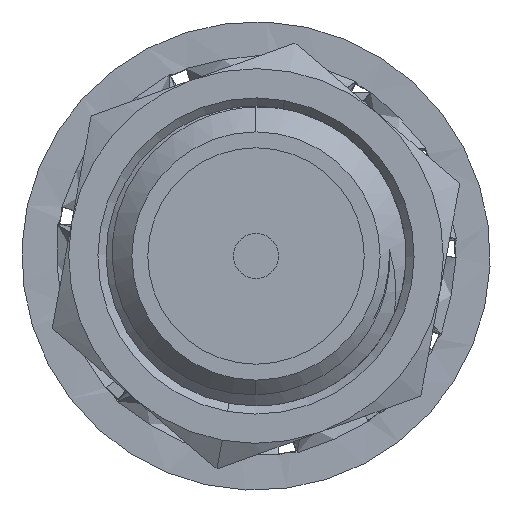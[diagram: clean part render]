
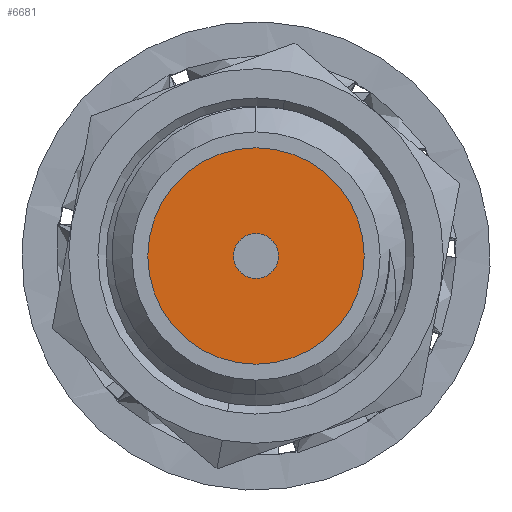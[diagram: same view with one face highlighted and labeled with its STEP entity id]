
A CAD part, left-side view. The second image highlights one B-rep face of the part: STEP entity #6681.
In plain terms, the highlighted planar face has unit normal (-1, 0, 0).
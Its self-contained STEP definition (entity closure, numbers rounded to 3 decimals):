
#191 = CARTESIAN_POINT ( 'NONE',  ( 1.9, 0., -0.48 ) ) ;
#247 = EDGE_LOOP ( 'NONE', ( #3113, #1594 ) ) ;
#292 = ORIENTED_EDGE ( 'NONE', *, *, #5033, .T. ) ;
#757 = PLANE ( 'NONE',  #5400 ) ;
#1039 = EDGE_CURVE ( 'NONE', #5753, #4065, #3881, .T. ) ;
#1427 = AXIS2_PLACEMENT_3D ( 'NONE', #4668, #4695, #4824 ) ;
#1594 = ORIENTED_EDGE ( 'NONE', *, *, #6851, .F. ) ;
#2170 = EDGE_CURVE ( 'NONE', #3541, #4752, #3476, .T. ) ;
#2201 = DIRECTION ( 'NONE',  ( 1., 0., 0. ) ) ;
#2522 = DIRECTION ( 'NONE',  ( -1., 0., 0. ) ) ;
#2812 = FACE_OUTER_BOUND ( 'NONE', #3651, .T. ) ;
#3097 = CARTESIAN_POINT ( 'NONE',  ( 1.9, 0., 0. ) ) ;
#3106 = CARTESIAN_POINT ( 'NONE',  ( 1.9, 0., 0. ) ) ;
#3113 = ORIENTED_EDGE ( 'NONE', *, *, #2170, .F. ) ;
#3375 = CARTESIAN_POINT ( 'NONE',  ( 1.9, 0., 0. ) ) ;
#3476 = CIRCLE ( 'NONE', #4618, 0.48 ) ;
#3541 = VERTEX_POINT ( 'NONE', #7422 ) ;
#3651 = EDGE_LOOP ( 'NONE', ( #292, #7473 ) ) ;
#3726 = DIRECTION ( 'NONE',  ( 0., 0., 1. ) ) ;
#3732 = DIRECTION ( 'NONE',  ( 0., 0., 1. ) ) ;
#3881 = CIRCLE ( 'NONE', #1427, 2.31 ) ;
#4065 = VERTEX_POINT ( 'NONE', #7836 ) ;
#4331 = AXIS2_PLACEMENT_3D ( 'NONE', #3097, #7510, #3726 ) ;
#4618 = AXIS2_PLACEMENT_3D ( 'NONE', #6342, #2522, #6983 ) ;
#4668 = CARTESIAN_POINT ( 'NONE',  ( 1.9, 0., 0. ) ) ;
#4695 = DIRECTION ( 'NONE',  ( -1., 0., 0. ) ) ;
#4752 = VERTEX_POINT ( 'NONE', #191 ) ;
#4824 = DIRECTION ( 'NONE',  ( 0., 0., 1. ) ) ;
#5033 = EDGE_CURVE ( 'NONE', #4065, #5753, #7402, .T. ) ;
#5400 = AXIS2_PLACEMENT_3D ( 'NONE', #3375, #2201, #6682 ) ;
#5753 = VERTEX_POINT ( 'NONE', #7892 ) ;
#6342 = CARTESIAN_POINT ( 'NONE',  ( 1.9, 0., 0. ) ) ;
#6681 = ADVANCED_FACE ( 'NONE', ( #7667, #2812 ), #757, .F. ) ;
#6682 = DIRECTION ( 'NONE',  ( 0., 0., -1. ) ) ;
#6851 = EDGE_CURVE ( 'NONE', #4752, #3541, #6912, .T. ) ;
#6912 = CIRCLE ( 'NONE', #7907, 0.48 ) ;
#6983 = DIRECTION ( 'NONE',  ( 0., 0., 1. ) ) ;
#7402 = CIRCLE ( 'NONE', #4331, 2.31 ) ;
#7422 = CARTESIAN_POINT ( 'NONE',  ( 1.9, 0., 0.48 ) ) ;
#7473 = ORIENTED_EDGE ( 'NONE', *, *, #1039, .T. ) ;
#7510 = DIRECTION ( 'NONE',  ( -1., 0., 0. ) ) ;
#7520 = DIRECTION ( 'NONE',  ( -1., 0., 0. ) ) ;
#7667 = FACE_BOUND ( 'NONE', #247, .T. ) ;
#7836 = CARTESIAN_POINT ( 'NONE',  ( 1.9, 0., 2.31 ) ) ;
#7892 = CARTESIAN_POINT ( 'NONE',  ( 1.9, 0., -2.31 ) ) ;
#7907 = AXIS2_PLACEMENT_3D ( 'NONE', #3106, #7520, #3732 ) ;
